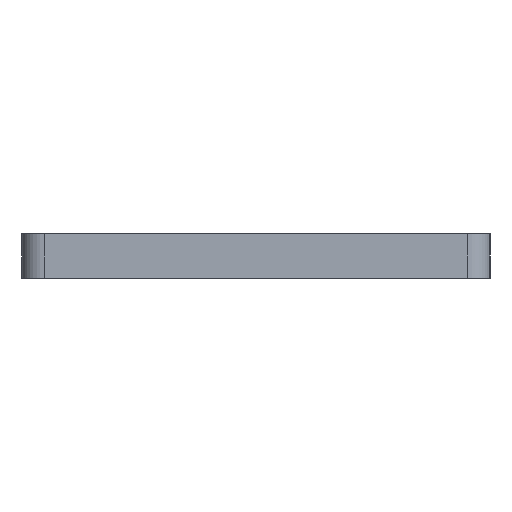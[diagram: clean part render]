
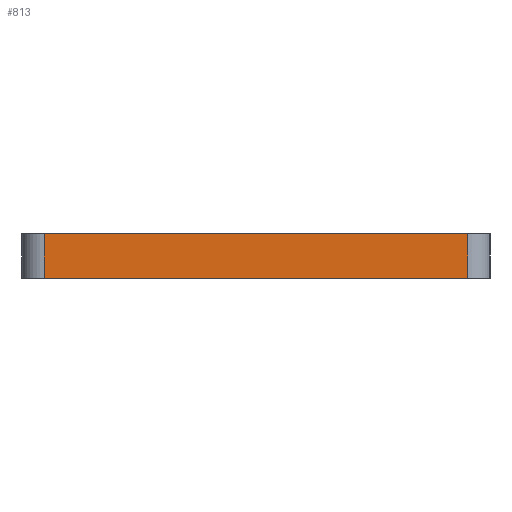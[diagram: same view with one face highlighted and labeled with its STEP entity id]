
A CAD part, left-side view. The second image highlights one B-rep face of the part: STEP entity #813.
In plain terms, the highlighted face is planar.
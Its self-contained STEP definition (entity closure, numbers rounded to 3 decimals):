
#71=PLANE('',#898);
#109=FACE_OUTER_BOUND('',#163,.T.);
#163=EDGE_LOOP('',(#721,#722,#723,#724));
#181=LINE('',#1130,#257);
#186=LINE('',#1142,#262);
#211=LINE('',#1227,#287);
#256=LINE('',#1341,#332);
#257=VECTOR('',#909,10.);
#262=VECTOR('',#920,10.);
#287=VECTOR('',#991,10.);
#332=VECTOR('',#1118,10.);
#366=VERTEX_POINT('',#1127);
#367=VERTEX_POINT('',#1129);
#371=VERTEX_POINT('',#1141);
#408=VERTEX_POINT('',#1225);
#438=EDGE_CURVE('',#366,#367,#181,.T.);
#444=EDGE_CURVE('',#371,#367,#186,.T.);
#487=EDGE_CURVE('',#371,#408,#211,.T.);
#544=EDGE_CURVE('',#408,#366,#256,.T.);
#721=ORIENTED_EDGE('',*,*,#438,.F.);
#722=ORIENTED_EDGE('',*,*,#544,.F.);
#723=ORIENTED_EDGE('',*,*,#487,.F.);
#724=ORIENTED_EDGE('',*,*,#444,.T.);
#813=ADVANCED_FACE('',(#109),#71,.T.);
#898=AXIS2_PLACEMENT_3D('',#1340,#1116,#1117);
#909=DIRECTION('',(0.,0.,1.));
#920=DIRECTION('',(1.,0.,0.));
#991=DIRECTION('',(0.,0.,-1.));
#1116=DIRECTION('center_axis',(0.,1.,0.));
#1117=DIRECTION('ref_axis',(1.,0.,0.));
#1118=DIRECTION('',(1.,0.,0.));
#1127=CARTESIAN_POINT('',(9.5,9.,-17.));
#1129=CARTESIAN_POINT('',(9.5,9.,-15.));
#1130=CARTESIAN_POINT('',(9.5,9.,-15.));
#1141=CARTESIAN_POINT('',(-9.5,9.,-15.));
#1142=CARTESIAN_POINT('',(-10.5,9.,-15.));
#1225=CARTESIAN_POINT('',(-9.5,9.,-17.));
#1227=CARTESIAN_POINT('',(-9.5,9.,-15.));
#1340=CARTESIAN_POINT('Origin',(-10.5,9.,-15.));
#1341=CARTESIAN_POINT('',(-10.5,9.,-17.));
